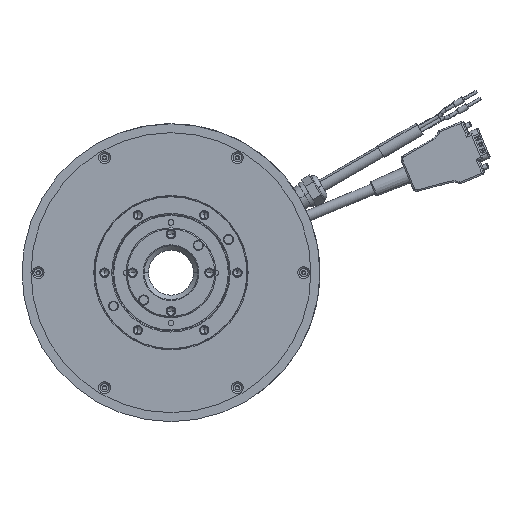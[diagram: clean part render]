
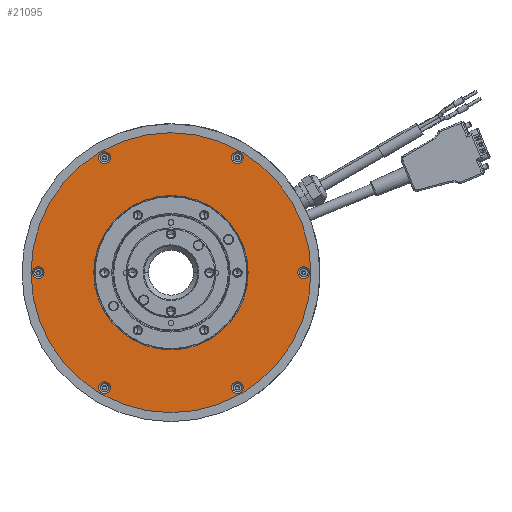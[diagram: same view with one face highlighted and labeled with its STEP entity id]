
A CAD part, front view. The second image highlights one B-rep face of the part: STEP entity #21095.
In plain terms, the highlighted planar face has unit normal (0, -1, 0).
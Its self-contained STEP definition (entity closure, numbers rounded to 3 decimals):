
#4362=CARTESIAN_POINT('',(0.,-84.6,0.));
#4363=DIRECTION('',(0.,1.,0.));
#4364=DIRECTION('',(0.766,0.,0.643));
#4365=AXIS2_PLACEMENT_3D('',#4362,#4363,#4364);
#4376=CARTESIAN_POINT('',(0.,-84.6,0.));
#4377=DIRECTION('',(0.,-1.,0.));
#4378=DIRECTION('',(0.766,0.,0.643));
#4379=AXIS2_PLACEMENT_3D('',#4376,#4377,#4378);
#4385=CARTESIAN_POINT('',(0.,-84.6,0.));
#4386=DIRECTION('',(0.,-1.,0.));
#4387=DIRECTION('',(0.766,0.,0.643));
#4388=AXIS2_PLACEMENT_3D('',#4385,#4386,#4387);
#4390=CARTESIAN_POINT('',(0.,-84.6,0.));
#4391=DIRECTION('',(0.,1.,0.));
#4392=DIRECTION('',(0.766,0.,0.643));
#4393=AXIS2_PLACEMENT_3D('',#4390,#4391,#4392);
#4395=CARTESIAN_POINT('',(-37.,-84.6,64.086));
#4396=DIRECTION('',(0.,-1.,0.));
#4397=DIRECTION('',(0.766,0.,0.643));
#4398=AXIS2_PLACEMENT_3D('',#4395,#4396,#4397);
#4400=CARTESIAN_POINT('',(-37.,-84.6,64.086));
#4401=DIRECTION('',(0.,-1.,0.));
#4402=DIRECTION('',(-0.766,0.,-0.643));
#4403=AXIS2_PLACEMENT_3D('',#4400,#4401,#4402);
#4405=CARTESIAN_POINT('',(37.,-84.6,64.086));
#4406=DIRECTION('',(0.,-1.,0.));
#4407=DIRECTION('',(0.766,0.,0.643));
#4408=AXIS2_PLACEMENT_3D('',#4405,#4406,#4407);
#4410=CARTESIAN_POINT('',(37.,-84.6,64.086));
#4411=DIRECTION('',(0.,-1.,0.));
#4412=DIRECTION('',(-0.766,0.,-0.643));
#4413=AXIS2_PLACEMENT_3D('',#4410,#4411,#4412);
#4415=CARTESIAN_POINT('',(74.,-84.6,0.));
#4416=DIRECTION('',(0.,-1.,0.));
#4417=DIRECTION('',(0.766,0.,0.643));
#4418=AXIS2_PLACEMENT_3D('',#4415,#4416,#4417);
#4420=CARTESIAN_POINT('',(74.,-84.6,0.));
#4421=DIRECTION('',(0.,-1.,0.));
#4422=DIRECTION('',(-0.766,0.,-0.643));
#4423=AXIS2_PLACEMENT_3D('',#4420,#4421,#4422);
#4425=CARTESIAN_POINT('',(37.,-84.6,-64.086));
#4426=DIRECTION('',(0.,-1.,0.));
#4427=DIRECTION('',(0.766,0.,0.643));
#4428=AXIS2_PLACEMENT_3D('',#4425,#4426,#4427);
#4430=CARTESIAN_POINT('',(37.,-84.6,-64.086));
#4431=DIRECTION('',(0.,-1.,0.));
#4432=DIRECTION('',(-0.766,0.,-0.643));
#4433=AXIS2_PLACEMENT_3D('',#4430,#4431,#4432);
#4435=CARTESIAN_POINT('',(-37.,-84.6,-64.086));
#4436=DIRECTION('',(0.,-1.,0.));
#4437=DIRECTION('',(0.766,0.,0.643));
#4438=AXIS2_PLACEMENT_3D('',#4435,#4436,#4437);
#4440=CARTESIAN_POINT('',(-37.,-84.6,-64.086));
#4441=DIRECTION('',(0.,-1.,0.));
#4442=DIRECTION('',(-0.766,0.,-0.643));
#4443=AXIS2_PLACEMENT_3D('',#4440,#4441,#4442);
#4445=CARTESIAN_POINT('',(-74.,-84.6,0.));
#4446=DIRECTION('',(0.,-1.,0.));
#4447=DIRECTION('',(0.766,0.,0.643));
#4448=AXIS2_PLACEMENT_3D('',#4445,#4446,#4447);
#4450=CARTESIAN_POINT('',(-74.,-84.6,0.));
#4451=DIRECTION('',(0.,-1.,0.));
#4452=DIRECTION('',(-0.766,0.,-0.643));
#4453=AXIS2_PLACEMENT_3D('',#4450,#4451,#4452);
#12481=CARTESIAN_POINT('',(59.751,-84.6,50.137));
#12483=VERTEX_POINT('',#12481);
#12485=CARTESIAN_POINT('',(-59.751,-84.6,-50.137));
#12487=VERTEX_POINT('',#12485);
#12488=CARTESIAN_POINT('',(32.94,-84.6,27.64));
#12489=CARTESIAN_POINT('',(-32.94,-84.6,-27.64));
#12490=VERTEX_POINT('',#12488);
#12491=VERTEX_POINT('',#12489);
#12496=CARTESIAN_POINT('',(-34.472,-84.6,66.207));
#12497=CARTESIAN_POINT('',(-39.528,-84.6,61.965));
#12498=VERTEX_POINT('',#12496);
#12499=VERTEX_POINT('',#12497);
#12504=CARTESIAN_POINT('',(39.528,-84.6,66.207));
#12505=CARTESIAN_POINT('',(34.472,-84.6,61.965));
#12506=VERTEX_POINT('',#12504);
#12507=VERTEX_POINT('',#12505);
#12512=CARTESIAN_POINT('',(76.528,-84.6,2.121));
#12513=CARTESIAN_POINT('',(71.472,-84.6,-2.121));
#12514=VERTEX_POINT('',#12512);
#12515=VERTEX_POINT('',#12513);
#12520=CARTESIAN_POINT('',(39.528,-84.6,-61.965));
#12521=CARTESIAN_POINT('',(34.472,-84.6,-66.207));
#12522=VERTEX_POINT('',#12520);
#12523=VERTEX_POINT('',#12521);
#12528=CARTESIAN_POINT('',(-34.472,-84.6,-61.965));
#12529=CARTESIAN_POINT('',(-39.528,-84.6,-66.207));
#12530=VERTEX_POINT('',#12528);
#12531=VERTEX_POINT('',#12529);
#12536=CARTESIAN_POINT('',(-71.472,-84.6,2.121));
#12537=CARTESIAN_POINT('',(-76.528,-84.6,-2.121));
#12538=VERTEX_POINT('',#12536);
#12539=VERTEX_POINT('',#12537);
#21044=CARTESIAN_POINT('',(0.,-84.6,0.));
#21045=DIRECTION('',(0.,1.,0.));
#21046=DIRECTION('',(-0.766,0.,-0.643));
#21047=AXIS2_PLACEMENT_3D('',#21044,#21045,#21046);
#21048=PLANE('',#21047);
#21050=ORIENTED_EDGE('',*,*,#21049,.F.);
#21052=ORIENTED_EDGE('',*,*,#21051,.T.);
#21053=EDGE_LOOP('',(#21050,#21052));
#21054=FACE_OUTER_BOUND('',#21053,.F.);
#21055=ORIENTED_EDGE('',*,*,#21024,.F.);
#21056=ORIENTED_EDGE('',*,*,#21038,.T.);
#21057=EDGE_LOOP('',(#21055,#21056));
#21058=FACE_BOUND('',#21057,.F.);
#21060=ORIENTED_EDGE('',*,*,#21059,.T.);
#21062=ORIENTED_EDGE('',*,*,#21061,.T.);
#21063=EDGE_LOOP('',(#21060,#21062));
#21064=FACE_BOUND('',#21063,.F.);
#21066=ORIENTED_EDGE('',*,*,#21065,.T.);
#21068=ORIENTED_EDGE('',*,*,#21067,.T.);
#21069=EDGE_LOOP('',(#21066,#21068));
#21070=FACE_BOUND('',#21069,.F.);
#21072=ORIENTED_EDGE('',*,*,#21071,.T.);
#21074=ORIENTED_EDGE('',*,*,#21073,.T.);
#21075=EDGE_LOOP('',(#21072,#21074));
#21076=FACE_BOUND('',#21075,.F.);
#21078=ORIENTED_EDGE('',*,*,#21077,.T.);
#21080=ORIENTED_EDGE('',*,*,#21079,.T.);
#21081=EDGE_LOOP('',(#21078,#21080));
#21082=FACE_BOUND('',#21081,.F.);
#21084=ORIENTED_EDGE('',*,*,#21083,.T.);
#21086=ORIENTED_EDGE('',*,*,#21085,.T.);
#21087=EDGE_LOOP('',(#21084,#21086));
#21088=FACE_BOUND('',#21087,.F.);
#21090=ORIENTED_EDGE('',*,*,#21089,.T.);
#21092=ORIENTED_EDGE('',*,*,#21091,.T.);
#21093=EDGE_LOOP('',(#21090,#21092));
#21094=FACE_BOUND('',#21093,.F.);
#4366=CIRCLE('',#4365,43.);
#4380=CIRCLE('',#4379,43.);
#4389=CIRCLE('',#4388,78.);
#4394=CIRCLE('',#4393,78.);
#4399=CIRCLE('',#4398,3.3);
#4404=CIRCLE('',#4403,3.3);
#4409=CIRCLE('',#4408,3.3);
#4414=CIRCLE('',#4413,3.3);
#4419=CIRCLE('',#4418,3.3);
#4424=CIRCLE('',#4423,3.3);
#4429=CIRCLE('',#4428,3.3);
#4434=CIRCLE('',#4433,3.3);
#4439=CIRCLE('',#4438,3.3);
#4444=CIRCLE('',#4443,3.3);
#4449=CIRCLE('',#4448,3.3);
#4454=CIRCLE('',#4453,3.3);
#21024=EDGE_CURVE('',#12490,#12491,#4366,.T.);
#21038=EDGE_CURVE('',#12490,#12491,#4380,.T.);
#21049=EDGE_CURVE('',#12483,#12487,#4389,.T.);
#21051=EDGE_CURVE('',#12483,#12487,#4394,.T.);
#21059=EDGE_CURVE('',#12498,#12499,#4399,.T.);
#21061=EDGE_CURVE('',#12499,#12498,#4404,.T.);
#21065=EDGE_CURVE('',#12506,#12507,#4409,.T.);
#21067=EDGE_CURVE('',#12507,#12506,#4414,.T.);
#21071=EDGE_CURVE('',#12514,#12515,#4419,.T.);
#21073=EDGE_CURVE('',#12515,#12514,#4424,.T.);
#21077=EDGE_CURVE('',#12522,#12523,#4429,.T.);
#21079=EDGE_CURVE('',#12523,#12522,#4434,.T.);
#21083=EDGE_CURVE('',#12530,#12531,#4439,.T.);
#21085=EDGE_CURVE('',#12531,#12530,#4444,.T.);
#21089=EDGE_CURVE('',#12538,#12539,#4449,.T.);
#21091=EDGE_CURVE('',#12539,#12538,#4454,.T.);
#21095=ADVANCED_FACE('',(#21054,#21058,#21064,#21070,#21076,#21082,#21088,
#21094),#21048,.F.);
